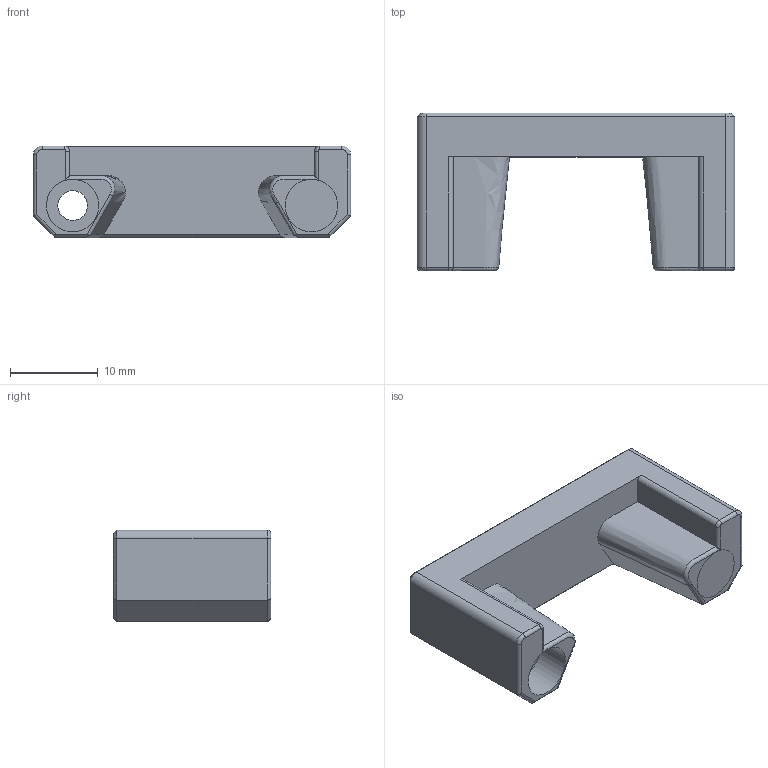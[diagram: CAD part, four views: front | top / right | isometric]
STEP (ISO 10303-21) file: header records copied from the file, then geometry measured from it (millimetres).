
FILE_DESCRIPTION(/* description */ (''),/* implementation_level */ '2;1');
FILE_NAME(/* name */ 'Modified Klicky Probe Dock v3.step',/* time_stamp */ '2022-04-03T17:20:16+01:00',/* author */ (''),/* organization */ (''),/* preprocessor_version */ 'ST-DEVELOPER v18.1',/* originating_system */ 'Autodesk Translation Framework v10.14.0.1471',/* authorisation */ '');
FILE_SCHEMA (('AUTOMOTIVE_DESIGN { 1 0 10303 214 3 1 1 }'));
Length unit declared in the file: millimetre
Products named in the file (2): Modified Klicky Probe Dock; Klicky Dock
Assembly tree (1 placements, depth 2):
  Modified Klicky Probe Dock
    Klicky Dock
Bounding box: 36.26 x 18 x 10.5 mm (x, y, z)
Volume: 3181.8 mm3; surface area: 2589.4 mm2
Topology: 1 solids, 1 shells, 61 faces, 153 edges, 94 vertices
Faces by surface type: plane 28, cylinder 18, bspline 8, cone 5, torus 2
Full cylindrical faces by diameter (mm): 3.4 x2, 6 x2, 6.1 x1
Entity records: 2430 total; most frequent: CARTESIAN_POINT 966, ORIENTED_EDGE 298, DIRECTION 287, EDGE_CURVE 149, AXIS2_PLACEMENT_3D 102, VERTEX_POINT 92, LINE 83, VECTOR 83
